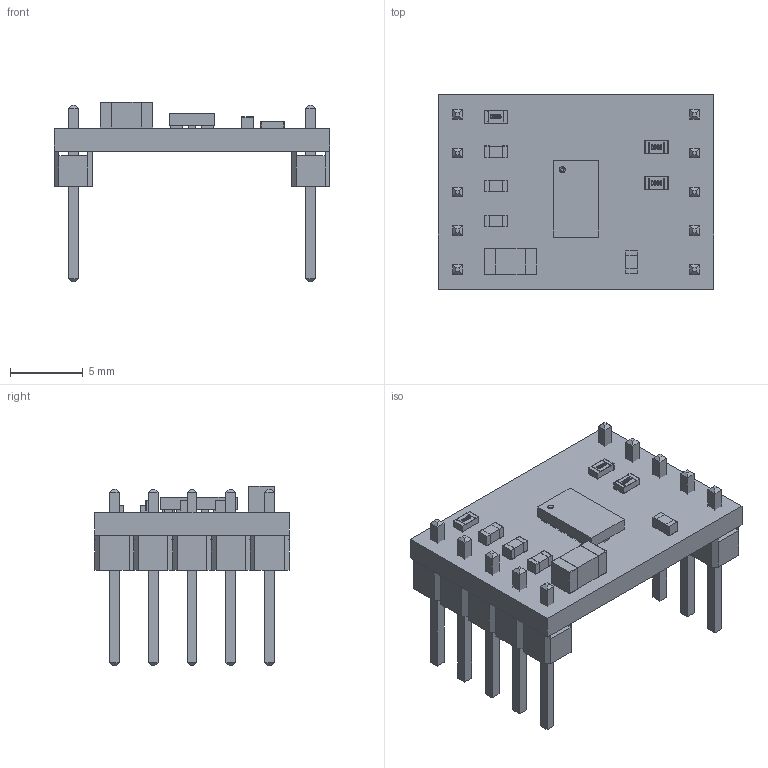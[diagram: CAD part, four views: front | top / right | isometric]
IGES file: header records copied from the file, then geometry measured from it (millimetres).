
Global section: file name: GIL; native system: AutoCAD 2016 - English; preprocessor: Autodesk Translation Framework DWG producer (atf_dwg_producer); organization: unknown; date: 20160921.160357; units: inch
Bounding box: 18.93 x 13.36 x 12.36 mm (x, y, z)
Volume: 605.4 mm3; surface area: 1317.2 mm2
Topology: 4 solids, 4 shells, 1649 faces, 8836 edges, 8474 vertices
Faces by surface type: bspline 1574, revolution 75
